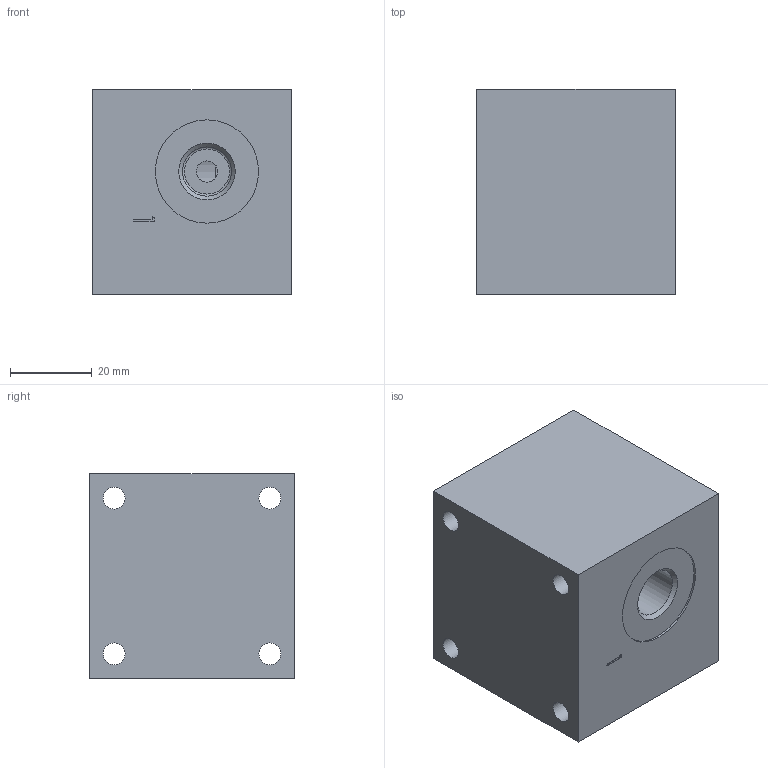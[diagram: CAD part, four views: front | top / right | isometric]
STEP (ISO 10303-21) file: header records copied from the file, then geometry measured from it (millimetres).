
FILE_DESCRIPTION (( 'STEP AP214' ), '1' );
FILE_NAME ('4555338-SWP-000.STEP', '2024-04-16T14:25:09', ( '' ), ( '' ), 'SwSTEP 2.0', 'SolidWorks 2022', '' );
FILE_SCHEMA (( 'AUTOMOTIVE_DESIGN' ));
Length unit declared in the file: millimetre
Products named in the file (1): 4555338-SWP-000
Bounding box: 48.5 x 50 x 50 mm (x, y, z)
Volume: 98623.2 mm3; surface area: 21784.5 mm2
Topology: 1 solids, 1 shells, 403 faces, 1046 edges, 693 vertices
Faces by surface type: plane 237, bspline 134, cylinder 20, cone 6, torus 6
Full cylindrical faces by diameter (mm): 5.2 x1, 5.3 x4, 6 x1, 10.135 x4, 12 x2, 18.8 x1, 19.009 x1, 19.8 x1, 20.011 x1, 22.4 x1, 25.2 x2, 26.8 x1
Entity records: 20752 total; most frequent: CARTESIAN_POINT 11469, ORIENTED_EDGE 2014, DIRECTION 1323, EDGE_CURVE 1007, LINE 687, VECTOR 687, VERTEX_POINT 686, EDGE_LOOP 495
